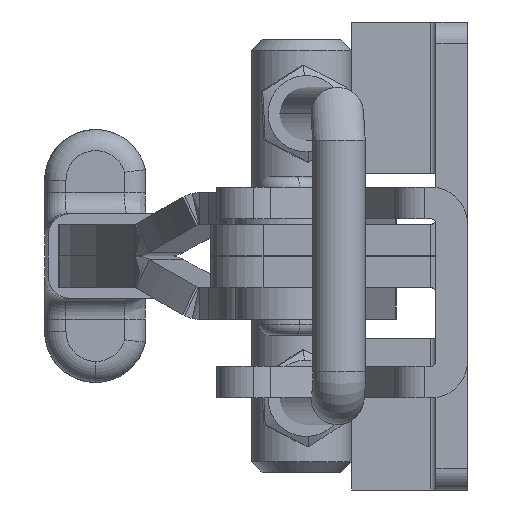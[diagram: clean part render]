
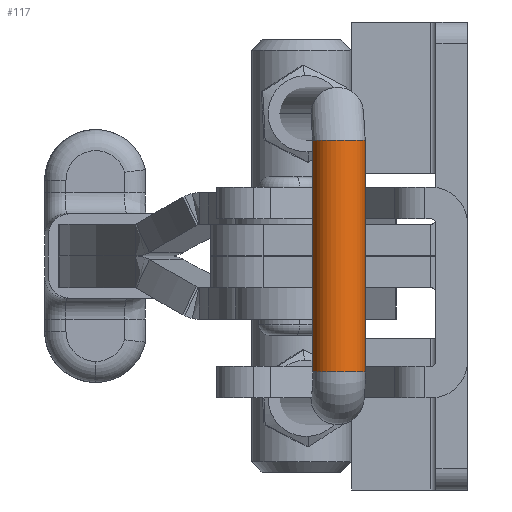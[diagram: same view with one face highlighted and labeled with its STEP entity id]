
A CAD part, left-side view. The second image highlights one B-rep face of the part: STEP entity #117.
In plain terms, the highlighted cylindrical face has radius 2.5 mm (diameter 5 mm), a partial arc.
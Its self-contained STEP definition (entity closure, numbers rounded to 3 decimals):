
#117 = ADVANCED_FACE ( 'NONE', ( #7567 ), #7576, .T. ) ;
#1426 = EDGE_CURVE ( 'NONE', #1811, #1810, #8691, .T. ) ;
#1427 = EDGE_CURVE ( 'NONE', #1810, #1815, #8689, .T. ) ;
#1428 = EDGE_CURVE ( 'NONE', #1814, #1815, #8693, .T. ) ;
#1429 = EDGE_CURVE ( 'NONE', #1811, #1814, #8692, .T. ) ;
#1810 = VERTEX_POINT ( 'NONE', #11393 ) ;
#1811 = VERTEX_POINT ( 'NONE', #11394 ) ;
#1814 = VERTEX_POINT ( 'NONE', #11397 ) ;
#1815 = VERTEX_POINT ( 'NONE', #11398 ) ;
#2539 = ORIENTED_EDGE ( 'NONE', *, *, #1426, .T. ) ;
#2540 = ORIENTED_EDGE ( 'NONE', *, *, #1427, .T. ) ;
#2541 = ORIENTED_EDGE ( 'NONE', *, *, #1428, .F. ) ;
#2542 = ORIENTED_EDGE ( 'NONE', *, *, #1429, .F. ) ;
#4701 = EDGE_LOOP ( 'NONE', ( #2539, #2540, #2541, #2542 ) ) ;
#7371 = DIRECTION ( 'NONE',  ( 0., 0., -1. ) ) ;
#7373 = DIRECTION ( 'NONE',  ( 1., 0., 0. ) ) ;
#7375 = CARTESIAN_POINT ( 'NONE',  ( 2.5, 70.5, 0. ) ) ;
#7567 = FACE_OUTER_BOUND ( 'NONE', #4701, .T. ) ;
#7576 = CYLINDRICAL_SURFACE ( 'NONE', #8811, 2.5 ) ;
#8689 = LINE ( 'NONE', #22467, #8694 ) ;
#8691 = CIRCLE ( 'NONE', #16590, 2.5 ) ;
#8692 = LINE ( 'NONE', #22472, #8697 ) ;
#8693 = CIRCLE ( 'NONE', #16592, 2.5 ) ;
#8694 = VECTOR ( 'NONE', #22463, 1000. ) ;
#8697 = VECTOR ( 'NONE', #22456, 1000. ) ;
#8811 = AXIS2_PLACEMENT_3D ( 'NONE', #7375, #7373, #7371 ) ;
#11393 = CARTESIAN_POINT ( 'NONE',  ( 2.5, 70.5, 2.5 ) ) ;
#11394 = CARTESIAN_POINT ( 'NONE',  ( 2.5, 70.5, -2.5 ) ) ;
#11397 = CARTESIAN_POINT ( 'NONE',  ( 24.5, 70.5, -2.5 ) ) ;
#11398 = CARTESIAN_POINT ( 'NONE',  ( 24.5, 70.5, 2.5 ) ) ;
#16590 = AXIS2_PLACEMENT_3D ( 'NONE', #22468, #22469, #22470 ) ;
#16592 = AXIS2_PLACEMENT_3D ( 'NONE', #22473, #22474, #22475 ) ;
#22456 = DIRECTION ( 'NONE',  ( 1., 0., 0. ) ) ;
#22463 = DIRECTION ( 'NONE',  ( 1., 0., 0. ) ) ;
#22467 = CARTESIAN_POINT ( 'NONE',  ( 2.5, 70.5, 2.5 ) ) ;
#22468 = CARTESIAN_POINT ( 'NONE',  ( 2.5, 70.5, 0. ) ) ;
#22469 = DIRECTION ( 'NONE',  ( 1., 0., 0. ) ) ;
#22470 = DIRECTION ( 'NONE',  ( 0., 0., 1. ) ) ;
#22472 = CARTESIAN_POINT ( 'NONE',  ( 2.5, 70.5, -2.5 ) ) ;
#22473 = CARTESIAN_POINT ( 'NONE',  ( 24.5, 70.5, 0. ) ) ;
#22474 = DIRECTION ( 'NONE',  ( 1., 0., 0. ) ) ;
#22475 = DIRECTION ( 'NONE',  ( 0., 0., 1. ) ) ;
